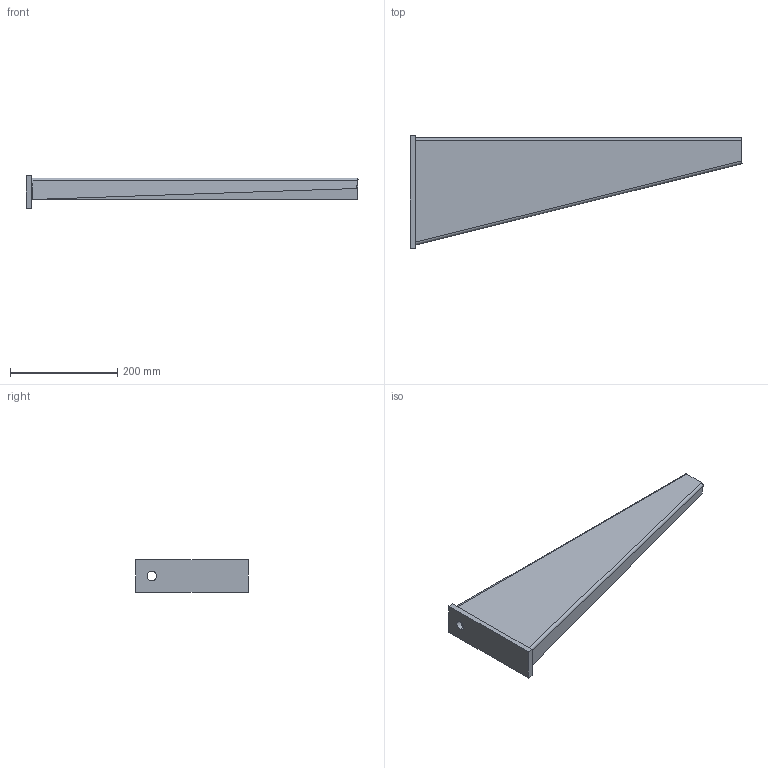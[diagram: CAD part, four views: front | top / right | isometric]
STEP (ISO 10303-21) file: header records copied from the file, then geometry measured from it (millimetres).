
FILE_DESCRIPTION((''),'2;1');
FILE_NAME('6417833_ORG_ASM','2012-06-19T',('AndreasKeweloh'),(''),'PRO/ENGINEER BY PARAMETRIC TECHNOLOGY CORPORATION, 2012060','PRO/ENGINEER BY PARAMETRIC TECHNOLOGY CORPORATION, 2012060','');
FILE_SCHEMA(('CONFIG_CONTROL_DESIGN'));
Length unit declared in the file: millimetre
Products named in the file (4): PRT0005; PRT0006; ASM0003_ASM; 6417833_ORG_ASM
Assembly tree (3 placements, depth 3):
  6417833_ORG_ASM
    ASM0003_ASM
      PRT0005
      PRT0006
Bounding box: 620.32 x 210 x 60 mm (x, y, z)
Volume: 517600 mm3; surface area: 261423 mm2
Topology: 2 solids, 2 shells, 26 faces, 61 edges, 39 vertices
Faces by surface type: plane 19, cylinder 6, bspline 1
Entity records: 1012 total; most frequent: CARTESIAN_POINT 300, DIRECTION 135, ORIENTED_EDGE 122, EDGE_CURVE 61, VECTOR 49, LINE 49, AXIS2_PLACEMENT_3D 43, VERTEX_POINT 39
